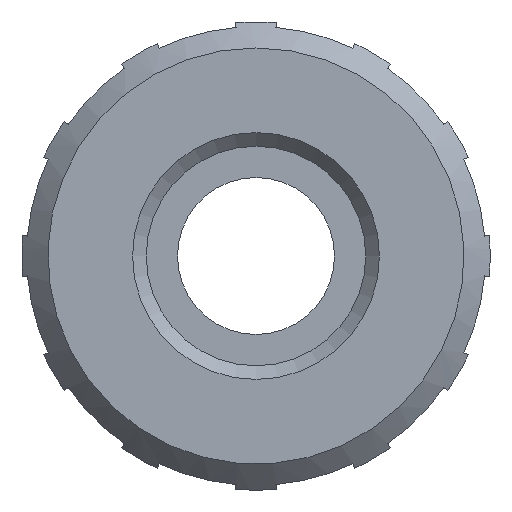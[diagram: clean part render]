
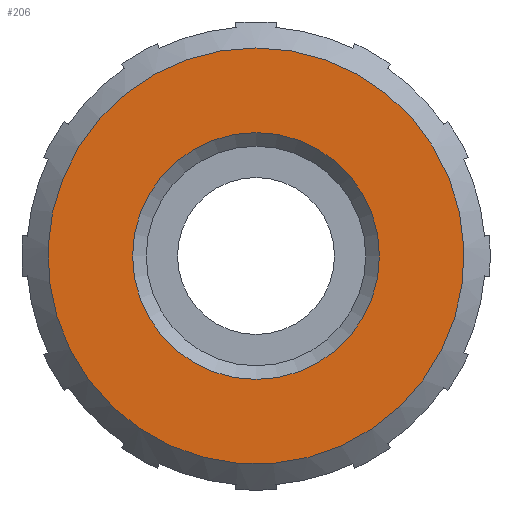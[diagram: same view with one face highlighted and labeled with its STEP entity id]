
A CAD part, left-side view. The second image highlights one B-rep face of the part: STEP entity #206.
In plain terms, the highlighted planar face has unit normal (-1, 0, 0).
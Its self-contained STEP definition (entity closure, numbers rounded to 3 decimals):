
#206 = ADVANCED_FACE( '', ( #432, #433 ), #434, .T. );
#432 = FACE_BOUND( '', #663, .T. );
#433 = FACE_OUTER_BOUND( '', #664, .T. );
#434 = PLANE( '', #665 );
#663 = EDGE_LOOP( '', ( #1219 ) );
#664 = EDGE_LOOP( '', ( #1220 ) );
#665 = AXIS2_PLACEMENT_3D( '', #1221, #1222, #1223 );
#1219 = ORIENTED_EDGE( '', *, *, #1514, .T. );
#1220 = ORIENTED_EDGE( '', *, *, #1398, .F. );
#1221 = CARTESIAN_POINT( '', ( -30.5, 19.5, 0. ) );
#1222 = DIRECTION( '', ( -1., 0., 0. ) );
#1223 = DIRECTION( '', ( 0., 0., 1. ) );
#1398 = EDGE_CURVE( '', #1705, #1705, #1706, .F. );
#1514 = EDGE_CURVE( '', #1859, #1859, #1860, .T. );
#1705 = VERTEX_POINT( '', #2095 );
#1706 = CIRCLE( '', #2096, 17.662 );
#1859 = VERTEX_POINT( '', #2300 );
#1860 = CIRCLE( '', #2301, 10.478 );
#2095 = CARTESIAN_POINT( '', ( -30.5, 0., 17.662 ) );
#2096 = AXIS2_PLACEMENT_3D( '', #2481, #2482, #2483 );
#2300 = CARTESIAN_POINT( '', ( -30.5, 0., -10.478 ) );
#2301 = AXIS2_PLACEMENT_3D( '', #2610, #2611, #2612 );
#2481 = CARTESIAN_POINT( '', ( -30.5, 0., 0. ) );
#2482 = DIRECTION( '', ( -1., 0., 0. ) );
#2483 = DIRECTION( '', ( 0., 0., 1. ) );
#2610 = CARTESIAN_POINT( '', ( -30.5, 0., 0. ) );
#2611 = DIRECTION( '', ( 1., 0., 0. ) );
#2612 = DIRECTION( '', ( 0., 0., -1. ) );
